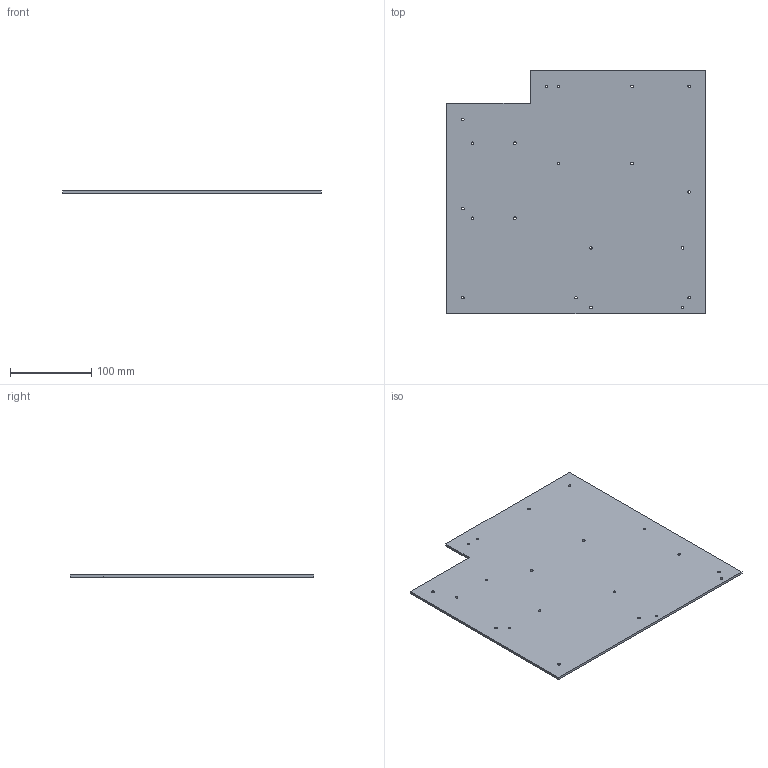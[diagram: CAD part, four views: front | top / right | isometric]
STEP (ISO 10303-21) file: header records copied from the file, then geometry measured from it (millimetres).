
FILE_DESCRIPTION(/* description */ (''),/* implementation_level */ '2;1');
FILE_NAME(/* name */ 'CIRAN1_Mounting_Plate.step',/* time_stamp */ '2022-08-10T12:48:59+01:00',/* author */ (''),/* organization */ (''),/* preprocessor_version */ 'ST-DEVELOPER v19',/* originating_system */ 'Autodesk Translation Framework v11.7.0.108',/* authorisation */ '');
FILE_SCHEMA (('AUTOMOTIVE_DESIGN { 1 0 10303 214 3 1 1 }'));
Length unit declared in the file: millimetre
Products named in the file (1): Mounting plate
Bounding box: 318.5 x 300 x 3 mm (x, y, z)
Volume: 273572.5 mm3; surface area: 186695.8 mm2
Topology: 1 solids, 1 shells, 28 faces, 78 edges, 52 vertices
Faces by surface type: cylinder 20, plane 8
Full cylindrical faces by diameter (mm): 3.2 x20
Entity records: 1042 total; most frequent: DIRECTION 176, CARTESIAN_POINT 159, ORIENTED_EDGE 156, EDGE_CURVE 78, AXIS2_PLACEMENT_3D 69, EDGE_LOOP 68, VERTEX_POINT 52, FACE_BOUND 40
